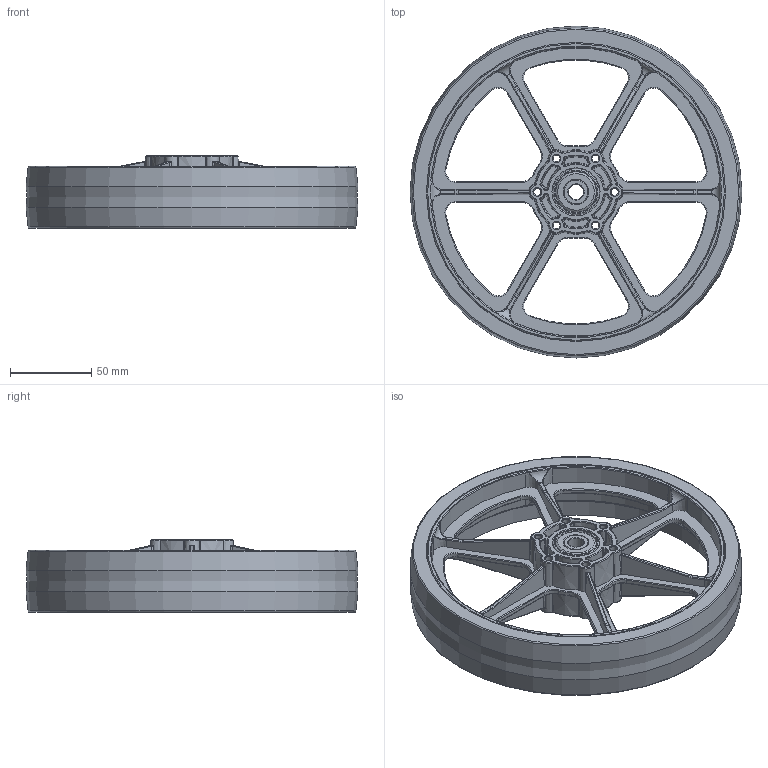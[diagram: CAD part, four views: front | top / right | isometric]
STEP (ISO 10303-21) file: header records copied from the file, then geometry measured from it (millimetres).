
FILE_DESCRIPTION( ( 'Unknown' ), '1' );
FILE_NAME( '2010 8 wheel 375 bear.stp', 'Unknown', ( 'Unknown' ), ( 'Unknown' ), 'XStep 1.0', 'Unknown', ' ' );
FILE_SCHEMA( ( 'CONFIG_CONTROL_DESIGN' ) );
Length unit declared in the file: millimetre
Products named in the file (4): Assem1; 2010 8 tread; 2010 8 hub; 1614Z Bearing
Bounding box: 204.35 x 204.35 x 44.45 mm (x, y, z)
Volume: 581021.8 mm3; surface area: 294731.3 mm2
Topology: 7 solids, 7 shells, 1982 faces, 4704 edges, 2748 vertices
Faces by surface type: bspline 624, torus 530, cone 284, cylinder 254, plane 242, sphere 48
Full cylindrical faces by diameter (mm): 4.318 x12, 9.525 x3, 24.435 x2, 28.562 x4, 28.575 x3, 184.15 x4, 187.3 x4, 187.35 x2, 190.094 x2
Entity records: 46708 total; most frequent: CARTESIAN_POINT 26088, ORIENTED_EDGE 4494, DIRECTION 4035, EDGE_CURVE 2247, AXIS2_PLACEMENT_3D 1850, VERTEX_POINT 1358, CIRCLE 1176, EDGE_LOOP 1097
